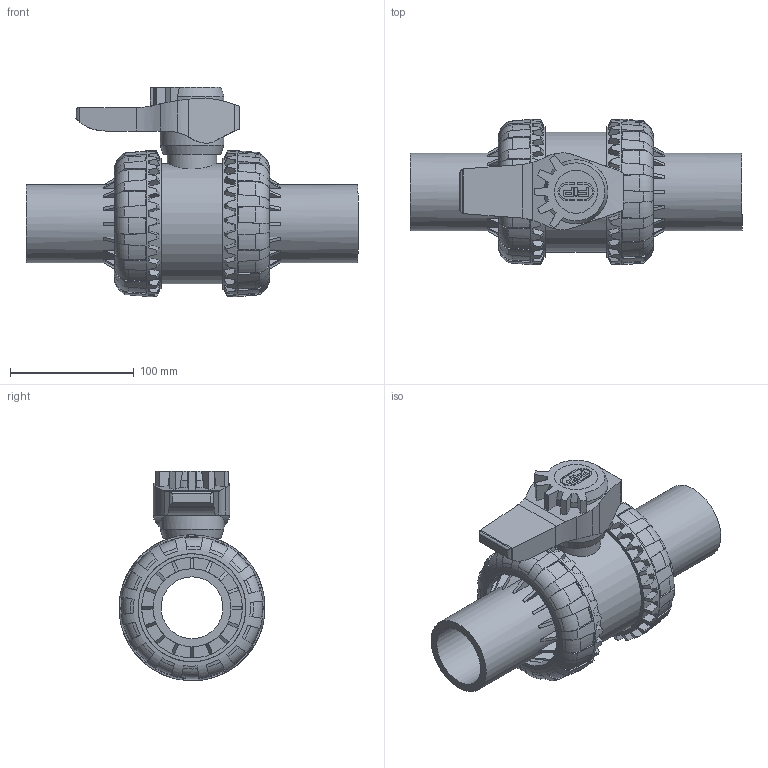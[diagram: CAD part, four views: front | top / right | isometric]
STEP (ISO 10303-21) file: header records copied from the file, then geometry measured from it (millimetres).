
FILE_DESCRIPTION(/* description */ (''),/* implementation_level */ '2;1');
FILE_NAME(/* name */ 'VEEBEV063E.iam.stp',/* time_stamp */ '2013-10-01T10:30:23+02:00',/* author */ ('bfaro'),/* organization */ (''),/* preprocessor_version */ 'ST-DEVELOPER v15.2',/* originating_system */ 'Autodesk Inventor 2014',/* authorisation */ '');
FILE_SCHEMA (('AUTOMOTIVE_DESIGN { 1 0 10303 214 3 1 1 }'));
Length unit declared in the file: millimetre
Products named in the file (6): corpo valvola VEE 63; NTVXE063V; CVDE11063; HSVEE063; Piastrina 63; VEEBEV063E
Bounding box: 268.4 x 117.95 x 169.26 mm (x, y, z)
Volume: 1069755.2 mm3; surface area: 242124.5 mm2
Topology: 8 solids, 8 shells, 717 faces, 2065 edges, 1378 vertices
Faces by surface type: plane 424, cone 162, torus 66, cylinder 65
Full cylindrical faces by diameter (mm): 34.8 x2, 40 x1, 50 x2, 51.679 x1, 63 x3, 81.4 x2, 90.7 x2, 96.3 x2, 97 x1, 99.8 x2
Entity records: 14772 total; most frequent: CARTESIAN_POINT 4077, ORIENTED_EDGE 2348, DIRECTION 2201, EDGE_CURVE 1174, AXIS2_PLACEMENT_3D 913, VERTEX_POINT 792, EDGE_LOOP 458, ADVANCED_FACE 423
